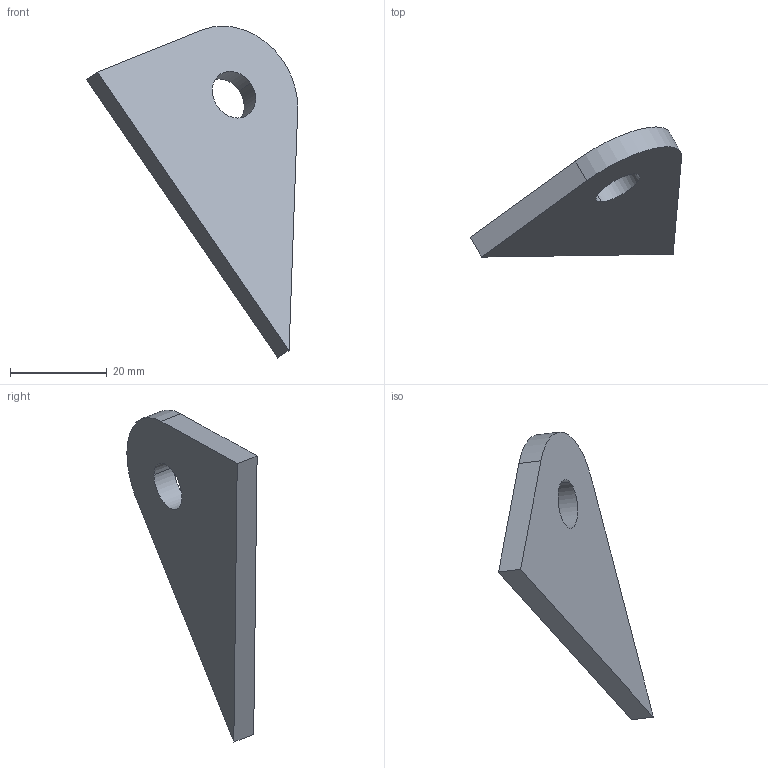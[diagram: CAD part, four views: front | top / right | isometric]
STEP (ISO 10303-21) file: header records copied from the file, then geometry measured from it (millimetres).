
FILE_DESCRIPTION(('Open CASCADE Model'),'2;1');
FILE_NAME('Open CASCADE Shape Model','2017-03-17T23:04:45',('Author'),( 'Open CASCADE'),'Open CASCADE STEP processor 6.8','Open CASCADE 6.8' ,'Unknown');
FILE_SCHEMA(('AUTOMOTIVE_DESIGN_CC2 { 1 2 10303 214 -1 1 5 4 }'));
Length unit declared in the file: millimetre
Products named in the file (1): Open CASCADE STEP translator 6.8 6
Bounding box: 43.8 x 26.98 x 68.8 mm (x, y, z)
Surface area: 4375.2 mm2 (no closed solid volume)
Topology: 0 solids, 1 shells, 8 faces, 20 edges, 14 vertices
Faces by surface type: plane 5, cylinder 3
Entity records: 842 total; most frequent: CARTESIAN_POINT 443, DIRECTION 68, ORIENTED_EDGE 40, PCURVE 40, DEFINITIONAL_REPRESENTATION 40, LINE 30, VECTOR 30, EDGE_CURVE 20
